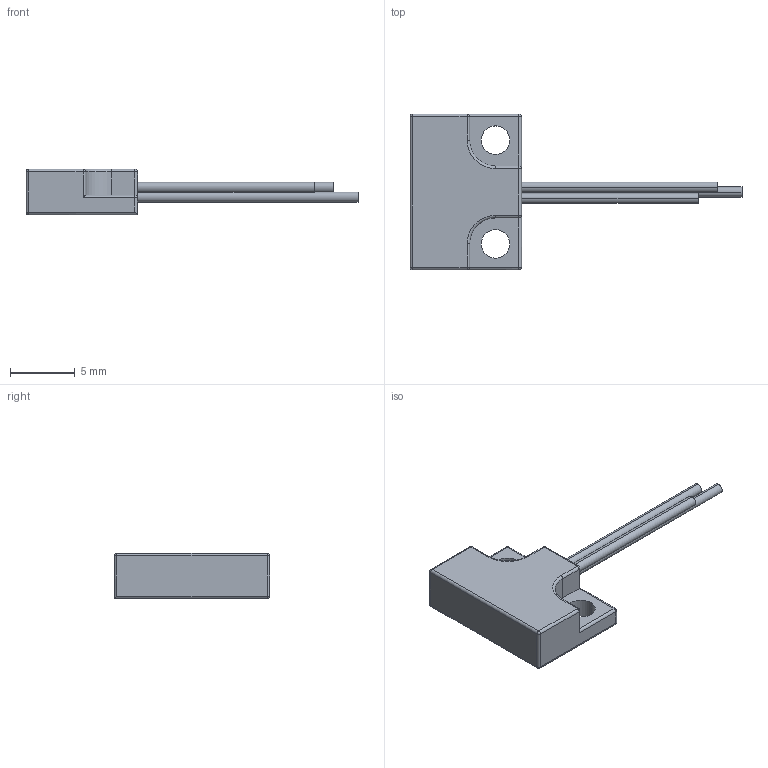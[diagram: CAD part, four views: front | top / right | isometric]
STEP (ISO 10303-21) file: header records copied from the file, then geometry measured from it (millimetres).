
FILE_DESCRIPTION (( 'STEP AP214' ), '1' );
FILE_NAME ('MR-P4.STEP', '2015-09-23T06:04:09', ( '' ), ( '' ), 'SwSTEP 2.0', 'SolidWorks 2013', '' );
FILE_SCHEMA (( 'AUTOMOTIVE_DESIGN' ));
Length unit declared in the file: millimetre
Products named in the file (1): MR-P4
Bounding box: 25.6 x 12 x 3.5 mm (x, y, z)
Volume: 310.5 mm3; surface area: 457.3 mm2
Topology: 1 solids, 1 shells, 60 faces, 137 edges, 73 vertices
Faces by surface type: cylinder 34, plane 15, sphere 9, torus 2
Entity records: 1702 total; most frequent: DIRECTION 302, CARTESIAN_POINT 280, ORIENTED_EDGE 256, EDGE_CURVE 128, AXIS2_PLACEMENT_3D 119, VERTEX_POINT 73, EDGE_LOOP 67, VECTOR 64
